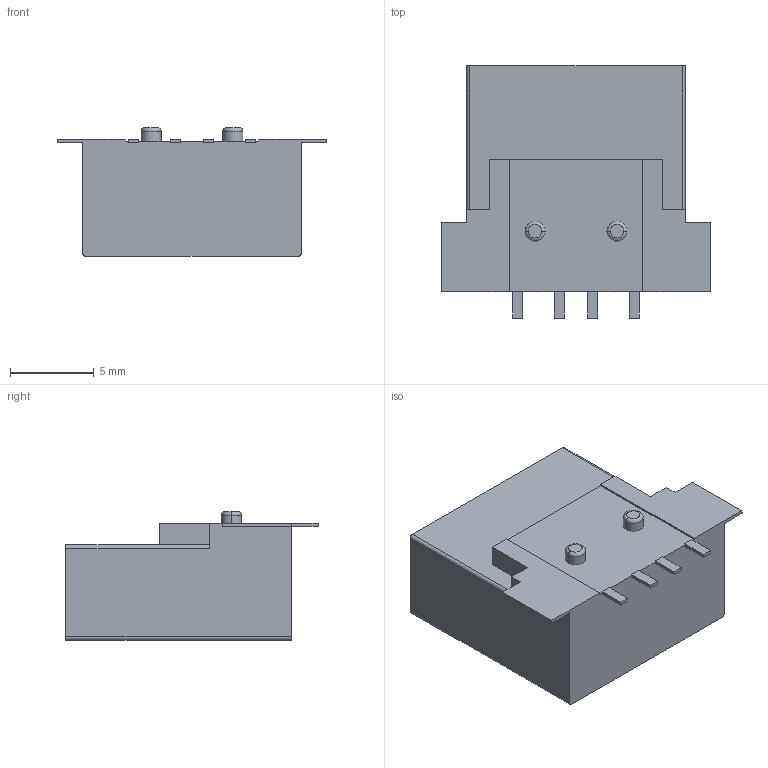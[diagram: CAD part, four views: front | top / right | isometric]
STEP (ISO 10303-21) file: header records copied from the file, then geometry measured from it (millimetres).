
FILE_DESCRIPTION((''),'2;1');
FILE_NAME('CX-1B_USB','2012-09-19T',('Administrator'),(''),'PRO/ENGINEER BY PARAMETRIC TECHNOLOGY CORPORATION, 2008230','PRO/ENGINEER BY PARAMETRIC TECHNOLOGY CORPORATION, 2008230','');
FILE_SCHEMA(('AUTOMOTIVE_DESIGN_CC2 { 1 2 10303 214 -1 1 5 2 }'));
Length unit declared in the file: millimetre
Products named in the file (1): CX-1B_USB
Bounding box: 16.1 x 15.1 x 7.7 mm (x, y, z)
Volume: 287.6 mm3; surface area: 1210.7 mm2
Topology: 1 solids, 1 shells, 69 faces, 588 edges, 526 vertices
Faces by surface type: plane 53, cylinder 12, torus 4
Entity records: 6665 total; most frequent: CARTESIAN_POINT 774, DIRECTION 760, PRESENTATION_STYLE_ASSIGNMENT 648, STYLED_ITEM 648, CURVE_STYLE 618, VECTOR 556, LINE 556, TRIMMED_CURVE 408
